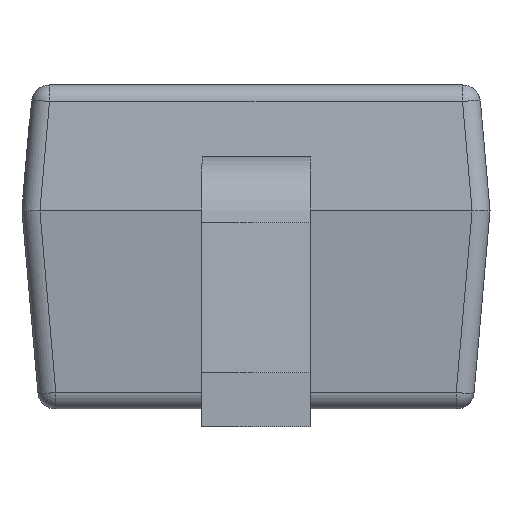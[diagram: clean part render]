
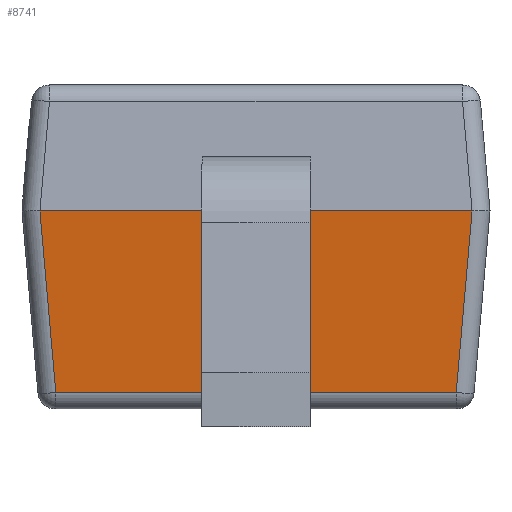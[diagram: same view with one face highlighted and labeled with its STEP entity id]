
A CAD part, left-side view. The second image highlights one B-rep face of the part: STEP entity #8741.
In plain terms, the highlighted planar face has unit normal (-0.996, 0, -0.087).
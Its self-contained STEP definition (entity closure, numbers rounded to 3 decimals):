
#179 = DIRECTION ( 'NONE',  ( 0., -1., 0. ) ) ;
#540 = DIRECTION ( 'NONE',  ( -0.087, 0., 0.996 ) ) ;
#603 = ORIENTED_EDGE ( 'NONE', *, *, #5965, .F. ) ;
#775 = DIRECTION ( 'NONE',  ( 0., -1., 0. ) ) ;
#804 = ORIENTED_EDGE ( 'NONE', *, *, #1943, .F. ) ;
#839 = LINE ( 'NONE', #3880, #2721 ) ;
#988 = CARTESIAN_POINT ( 'NONE',  ( -0.891, 0.591, -0.108 ) ) ;
#1235 = EDGE_CURVE ( 'NONE', #11091, #13268, #11895, .T. ) ;
#1371 = PLANE ( 'NONE',  #4591 ) ;
#1788 = CARTESIAN_POINT ( 'NONE',  ( -0.9, -0.6, 0. ) ) ;
#1943 = EDGE_CURVE ( 'NONE', #5548, #12460, #839, .T. ) ;
#2015 = VECTOR ( 'NONE', #7272, 1000. ) ;
#2062 = CARTESIAN_POINT ( 'NONE',  ( -0.9, -0.65, 0. ) ) ;
#2721 = VECTOR ( 'NONE', #775, 1000. ) ;
#3357 = EDGE_CURVE ( 'NONE', #11057, #11091, #13236, .T. ) ;
#3407 = LINE ( 'NONE', #7619, #9696 ) ;
#3869 = ORIENTED_EDGE ( 'NONE', *, *, #1235, .T. ) ;
#3880 = CARTESIAN_POINT ( 'NONE',  ( -0.9, -0.65, 0. ) ) ;
#4087 = DIRECTION ( 'NONE',  ( -0.087, -0.087, 0.992 ) ) ;
#4119 = EDGE_CURVE ( 'NONE', #11057, #4442, #3407, .T. ) ;
#4442 = VERTEX_POINT ( 'NONE', #8020 ) ;
#4591 = AXIS2_PLACEMENT_3D ( 'NONE', #9343, #6293, #540 ) ;
#5548 = VERTEX_POINT ( 'NONE', #7857 ) ;
#5965 = EDGE_CURVE ( 'NONE', #4442, #5548, #9175, .T. ) ;
#6293 = DIRECTION ( 'NONE',  ( -0.996, 0., -0.087 ) ) ;
#6386 = ORIENTED_EDGE ( 'NONE', *, *, #3357, .T. ) ;
#6399 = CARTESIAN_POINT ( 'NONE',  ( -0.856, -0.65, -0.504 ) ) ;
#6618 = CARTESIAN_POINT ( 'NONE',  ( -0.856, 0.556, -0.504 ) ) ;
#7272 = DIRECTION ( 'NONE',  ( 0.087, -0.087, -0.992 ) ) ;
#7492 = VECTOR ( 'NONE', #7859, 1000. ) ;
#7619 = CARTESIAN_POINT ( 'NONE',  ( -0.9, -0.65, 0. ) ) ;
#7857 = CARTESIAN_POINT ( 'NONE',  ( -0.9, -0.15, 0. ) ) ;
#7859 = DIRECTION ( 'NONE',  ( 0., -1., 0. ) ) ;
#8020 = CARTESIAN_POINT ( 'NONE',  ( -0.9, 0.15, 0. ) ) ;
#8092 = ORIENTED_EDGE ( 'NONE', *, *, #4119, .F. ) ;
#8741 = ADVANCED_FACE ( 'NONE', ( #10929 ), #1371, .T. ) ;
#9175 = LINE ( 'NONE', #2062, #12777 ) ;
#9314 = DIRECTION ( 'NONE',  ( 0., -1., 0. ) ) ;
#9343 = CARTESIAN_POINT ( 'NONE',  ( -0.9, -0.65, 0. ) ) ;
#9696 = VECTOR ( 'NONE', #179, 1000. ) ;
#10229 = CARTESIAN_POINT ( 'NONE',  ( -0.9, -0.601, 0.004 ) ) ;
#10658 = EDGE_LOOP ( 'NONE', ( #6386, #3869, #11111, #804, #603, #8092 ) ) ;
#10929 = FACE_OUTER_BOUND ( 'NONE', #10658, .T. ) ;
#11057 = VERTEX_POINT ( 'NONE', #13514 ) ;
#11091 = VERTEX_POINT ( 'NONE', #6618 ) ;
#11111 = ORIENTED_EDGE ( 'NONE', *, *, #11244, .T. ) ;
#11244 = EDGE_CURVE ( 'NONE', #13268, #12460, #12389, .T. ) ;
#11895 = LINE ( 'NONE', #6399, #7492 ) ;
#12389 = LINE ( 'NONE', #10229, #13100 ) ;
#12460 = VERTEX_POINT ( 'NONE', #1788 ) ;
#12777 = VECTOR ( 'NONE', #9314, 1000. ) ;
#13100 = VECTOR ( 'NONE', #4087, 1000. ) ;
#13147 = CARTESIAN_POINT ( 'NONE',  ( -0.856, -0.556, -0.504 ) ) ;
#13236 = LINE ( 'NONE', #988, #2015 ) ;
#13268 = VERTEX_POINT ( 'NONE', #13147 ) ;
#13514 = CARTESIAN_POINT ( 'NONE',  ( -0.9, 0.6, 0. ) ) ;
